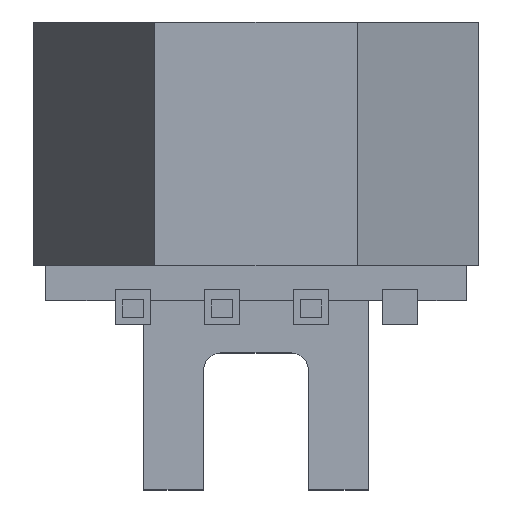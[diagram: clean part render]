
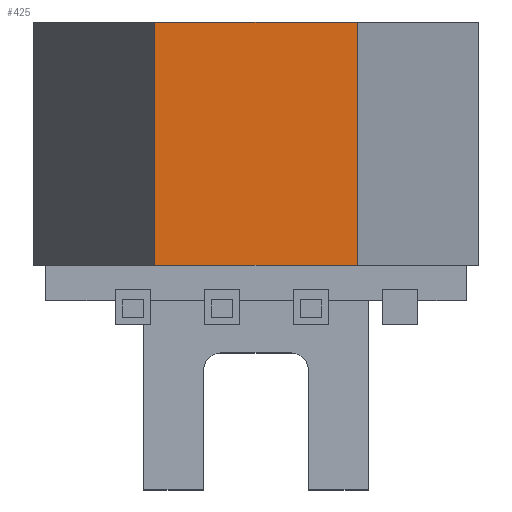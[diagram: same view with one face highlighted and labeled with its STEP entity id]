
A CAD part, top view. The second image highlights one B-rep face of the part: STEP entity #425.
In plain terms, the highlighted face is planar.
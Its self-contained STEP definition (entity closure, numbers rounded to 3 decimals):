
#75 = ORIENTED_EDGE ( 'NONE', *, *, #1642, .T. ) ;
#81 = PLANE ( 'NONE',  #3264 ) ;
#143 = LINE ( 'NONE', #490, #2174 ) ;
#308 = VERTEX_POINT ( 'NONE', #1102 ) ;
#344 = DIRECTION ( 'NONE',  ( 0., 0., -1. ) ) ;
#356 = CARTESIAN_POINT ( 'NONE',  ( -2.886, 6.35, 32.723 ) ) ;
#425 = ADVANCED_FACE ( 'NONE', ( #3409 ), #81, .F. ) ;
#490 = CARTESIAN_POINT ( 'NONE',  ( -6.35, 6.35, 6.928 ) ) ;
#510 = EDGE_CURVE ( 'NONE', #988, #1233, #143, .T. ) ;
#516 = LINE ( 'NONE', #2027, #3231 ) ;
#904 = CARTESIAN_POINT ( 'NONE',  ( -2.886, 6.35, 0. ) ) ;
#988 = VERTEX_POINT ( 'NONE', #3376 ) ;
#1013 = DIRECTION ( 'NONE',  ( -1., 0., 0. ) ) ;
#1102 = CARTESIAN_POINT ( 'NONE',  ( 2.886, 6.35, 0. ) ) ;
#1111 = EDGE_LOOP ( 'NONE', ( #75, #1438, #1968, #1336 ) ) ;
#1200 = LINE ( 'NONE', #3081, #2521 ) ;
#1233 = VERTEX_POINT ( 'NONE', #1914 ) ;
#1235 = DIRECTION ( 'NONE',  ( -1., 0., 0. ) ) ;
#1336 = ORIENTED_EDGE ( 'NONE', *, *, #3011, .T. ) ;
#1438 = ORIENTED_EDGE ( 'NONE', *, *, #2681, .F. ) ;
#1642 = EDGE_CURVE ( 'NONE', #308, #2751, #516, .T. ) ;
#1914 = CARTESIAN_POINT ( 'NONE',  ( -2.886, 6.35, 6.928 ) ) ;
#1916 = DIRECTION ( 'NONE',  ( 0., -1., 0. ) ) ;
#1968 = ORIENTED_EDGE ( 'NONE', *, *, #510, .F. ) ;
#2027 = CARTESIAN_POINT ( 'NONE',  ( -6.35, 6.35, 0. ) ) ;
#2174 = VECTOR ( 'NONE', #1013, 1000. ) ;
#2205 = DIRECTION ( 'NONE',  ( 0., 0., -1. ) ) ;
#2521 = VECTOR ( 'NONE', #3332, 1000. ) ;
#2681 = EDGE_CURVE ( 'NONE', #1233, #2751, #2776, .T. ) ;
#2751 = VERTEX_POINT ( 'NONE', #904 ) ;
#2776 = LINE ( 'NONE', #356, #3303 ) ;
#3011 = EDGE_CURVE ( 'NONE', #988, #308, #1200, .T. ) ;
#3081 = CARTESIAN_POINT ( 'NONE',  ( 2.886, 6.35, 24.063 ) ) ;
#3231 = VECTOR ( 'NONE', #1235, 1000. ) ;
#3237 = CARTESIAN_POINT ( 'NONE',  ( -6.35, 6.35, 6.928 ) ) ;
#3264 = AXIS2_PLACEMENT_3D ( 'NONE', #3237, #1916, #344 ) ;
#3303 = VECTOR ( 'NONE', #2205, 1000. ) ;
#3332 = DIRECTION ( 'NONE',  ( 0., 0., -1. ) ) ;
#3376 = CARTESIAN_POINT ( 'NONE',  ( 2.886, 6.35, 6.928 ) ) ;
#3409 = FACE_OUTER_BOUND ( 'NONE', #1111, .T. ) ;
